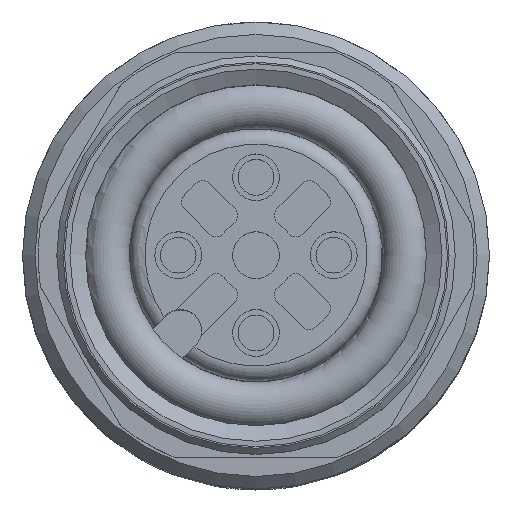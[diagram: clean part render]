
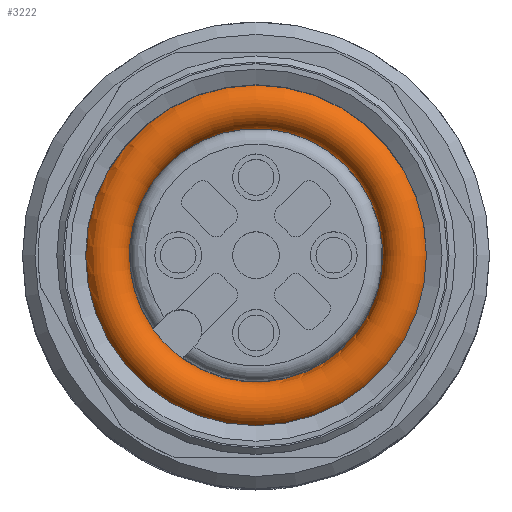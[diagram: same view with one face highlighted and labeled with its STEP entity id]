
A CAD part, top view. The second image highlights one B-rep face of the part: STEP entity #3222.
In plain terms, the highlighted toroidal (fillet/blend) face has major radius 4.812 mm and minor radius 0.75 mm.
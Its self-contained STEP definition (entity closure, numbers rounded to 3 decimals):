
#51=FACE_BOUND($,#1016,.T.);
#763=FACE_OUTER_BOUND($,#1015,.T.);
#1015=EDGE_LOOP($,(#2807,#2808));
#1016=EDGE_LOOP($,(#2809));
#1272=CIRCLE($,#3598,4.063);
#1273=CIRCLE($,#3600,4.063);
#1274=CIRCLE($,#3602,5.475);
#1569=VERTEX_POINT($,#7170);
#1572=VERTEX_POINT($,#7198);
#1573=VERTEX_POINT($,#7206);
#2000=EDGE_CURVE($,#1569,#1572,#1272,.T.);
#2001=EDGE_CURVE($,#1572,#1569,#1273,.T.);
#2002=EDGE_CURVE($,#1573,#1573,#1274,.T.);
#2807=ORIENTED_EDGE($,*,*,#2001,.T.);
#2808=ORIENTED_EDGE($,*,*,#2000,.T.);
#2809=ORIENTED_EDGE($,*,*,#2002,.F.);
#3056=TOROIDAL_SURFACE($,#3601,4.813,0.75);
#3222=ADVANCED_FACE($,(#763,#51),#3056,.T.);
#3598=AXIS2_PLACEMENT_3D($,#7202,#4477,#4478);
#3600=AXIS2_PLACEMENT_3D($,#7204,#4481,#4482);
#3601=AXIS2_PLACEMENT_3D($,#7205,#4483,#4484);
#3602=AXIS2_PLACEMENT_3D($,#7207,#4485,#4486);
#4477=DIRECTION('center_axis',(0.,0.,-1.));
#4478=DIRECTION('ref_axis',(0.,1.,0.));
#4481=DIRECTION('center_axis',(0.,0.,-1.));
#4482=DIRECTION('ref_axis',(0.,-1.,0.));
#4483=DIRECTION('center_axis',(0.,0.,1.));
#4484=DIRECTION('ref_axis',(0.,1.,0.));
#4485=DIRECTION('center_axis',(0.,0.,-1.));
#4486=DIRECTION('ref_axis',(0.,1.,0.));
#7170=CARTESIAN_POINT('',(57.689,56.716,1.45));
#7198=CARTESIAN_POINT('',(56.734,57.67,1.45));
#7202=CARTESIAN_POINT('Origin',(60.044,60.026,1.45));
#7204=CARTESIAN_POINT('Origin',(60.044,60.026,1.45));
#7205=CARTESIAN_POINT('Origin',(60.044,60.026,1.45));
#7206=CARTESIAN_POINT('',(60.044,65.501,1.802));
#7207=CARTESIAN_POINT('Origin',(60.044,60.026,1.802));
